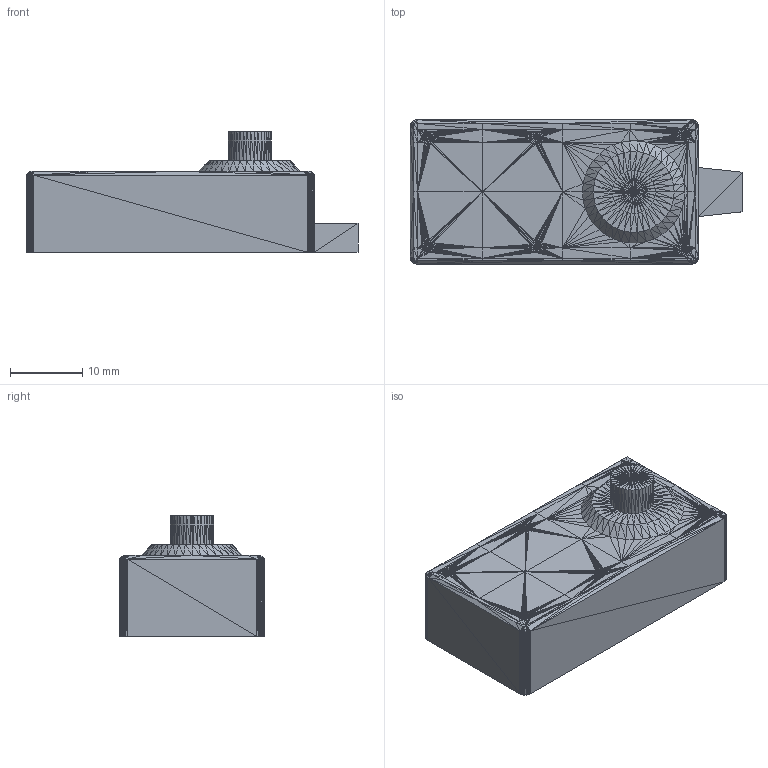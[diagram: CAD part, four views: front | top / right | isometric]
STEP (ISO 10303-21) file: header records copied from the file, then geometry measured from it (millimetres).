
FILE_DESCRIPTION (( 'STEP AP203' ), '1' );
FILE_NAME ('RDS3225 v7 motor - RDS3225 v7.step-1 RDS3225-1.step-1_Default_sldprt.STEP', '2022-10-22T11:56:55', ( '' ), ( '' ), 'SwSTEP 2.0', 'SolidWorks 2017', '' );
FILE_SCHEMA (( 'CONFIG_CONTROL_DESIGN' ));
Length unit declared in the file: millimetre
Products named in the file (1): RDS3225 v7 motor - RDS3225 v7.step-1 RDS3225-1.step-1_Default_sldprt
Bounding box: 46 x 20 x 16.7 mm (x, y, z)
Volume: 9323.9 mm3; surface area: 3236.1 mm2
Topology: 1 solids, 1 shells, 1724 faces, 2586 edges, 864 vertices
Faces by surface type: plane 1724
Entity records: 33707 total; most frequent: DIRECTION 6036, CARTESIAN_POINT 5175, ORIENTED_EDGE 5172, VECTOR 2586, LINE 2586, EDGE_CURVE 2586, AXIS2_PLACEMENT_3D 1725, FACE_OUTER_BOUND 1724
